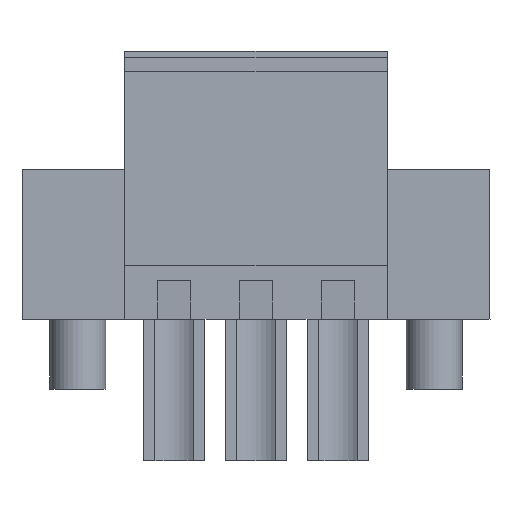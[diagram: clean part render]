
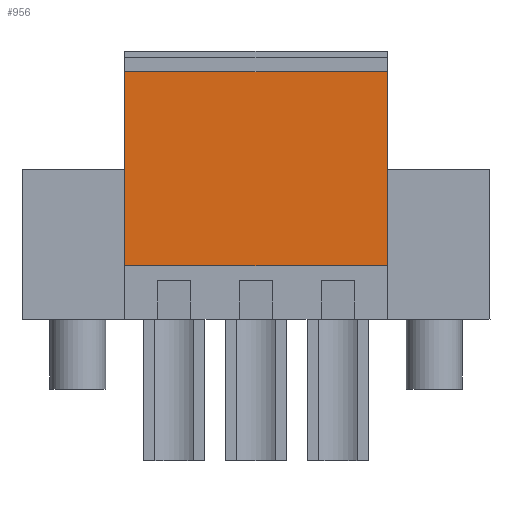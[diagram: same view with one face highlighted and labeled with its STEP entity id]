
A CAD part, front view. The second image highlights one B-rep face of the part: STEP entity #956.
In plain terms, the highlighted planar face has unit normal (0, -1, 0).
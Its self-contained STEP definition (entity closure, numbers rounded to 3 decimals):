
#936=AXIS2_PLACEMENT_3D('Plane Axis2P3D',#933,#934,#935) ;
#77=CARTESIAN_POINT('Vertex',(4.8,0.75,9.1)) ;
#80=CARTESIAN_POINT('Line Origine',(4.8,0.75,13.625)) ;
#84=CARTESIAN_POINT('Vertex',(4.8,0.75,18.15)) ;
#918=CARTESIAN_POINT('Vertex',(17.02,0.75,9.1)) ;
#921=CARTESIAN_POINT('Line Origine',(10.91,0.75,9.1)) ;
#933=CARTESIAN_POINT('Axis2P3D Location',(17.02,0.75,18.15)) ;
#938=CARTESIAN_POINT('Line Origine',(17.02,0.75,13.625)) ;
#942=CARTESIAN_POINT('Vertex',(17.02,0.75,18.15)) ;
#945=CARTESIAN_POINT('Line Origine',(10.91,0.75,18.15)) ;
#81=DIRECTION('Vector Direction',(0.,0.,-1.)) ;
#922=DIRECTION('Vector Direction',(-1.,0.,0.)) ;
#934=DIRECTION('Axis2P3D Direction',(0.,1.,0.)) ;
#935=DIRECTION('Axis2P3D XDirection',(0.,0.,-1.)) ;
#939=DIRECTION('Vector Direction',(0.,0.,-1.)) ;
#946=DIRECTION('Vector Direction',(-1.,0.,0.)) ;
#82=VECTOR('Line Direction',#81,1.) ;
#923=VECTOR('Line Direction',#922,1.) ;
#940=VECTOR('Line Direction',#939,1.) ;
#947=VECTOR('Line Direction',#946,1.) ;
#951=ORIENTED_EDGE('',*,*,#86,.T.) ;
#952=ORIENTED_EDGE('',*,*,#925,.F.) ;
#953=ORIENTED_EDGE('',*,*,#944,.F.) ;
#954=ORIENTED_EDGE('',*,*,#949,.T.) ;
#956=ADVANCED_FACE('HOUSING',(#955),#937,.F.) ;
#86=EDGE_CURVE('',#85,#78,#83,.T.) ;
#925=EDGE_CURVE('',#919,#78,#924,.T.) ;
#944=EDGE_CURVE('',#943,#919,#941,.T.) ;
#949=EDGE_CURVE('',#943,#85,#948,.T.) ;
#950=EDGE_LOOP('',(#951,#952,#953,#954)) ;
#955=FACE_OUTER_BOUND('',#950,.T.) ;
#83=LINE('Line',#80,#82) ;
#924=LINE('Line',#921,#923) ;
#941=LINE('Line',#938,#940) ;
#948=LINE('Line',#945,#947) ;
#937=PLANE('',#936) ;
#78=VERTEX_POINT('',#77) ;
#85=VERTEX_POINT('',#84) ;
#919=VERTEX_POINT('',#918) ;
#943=VERTEX_POINT('',#942) ;
